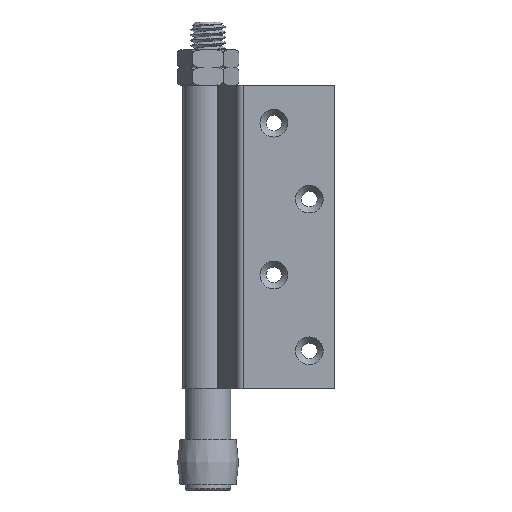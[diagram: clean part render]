
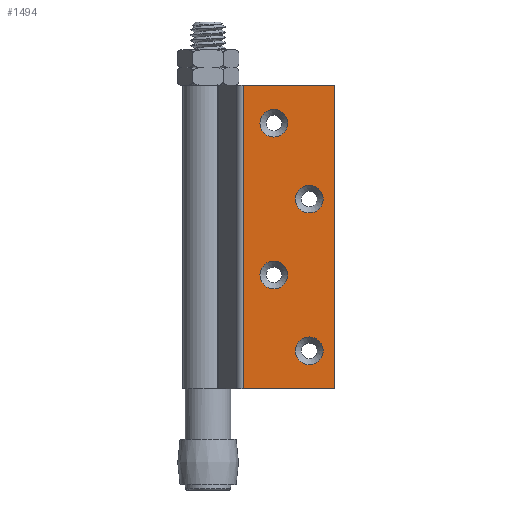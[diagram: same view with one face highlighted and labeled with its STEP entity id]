
A CAD part, front view. The second image highlights one B-rep face of the part: STEP entity #1494.
In plain terms, the highlighted planar face has unit normal (0, -1, 0).
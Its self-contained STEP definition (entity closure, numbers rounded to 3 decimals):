
#83=FACE_BOUND('',#319,.T.);
#84=FACE_BOUND('',#320,.T.);
#85=FACE_BOUND('',#321,.T.);
#86=FACE_BOUND('',#322,.T.);
#220=FACE_OUTER_BOUND('',#318,.T.);
#318=EDGE_LOOP('',(#1216,#1217,#1218,#1219));
#319=EDGE_LOOP('',(#1220));
#320=EDGE_LOOP('',(#1221));
#321=EDGE_LOOP('',(#1222));
#322=EDGE_LOOP('',(#1223));
#403=CIRCLE('',#1603,5.5);
#406=CIRCLE('',#1608,5.5);
#409=CIRCLE('',#1613,5.5);
#412=CIRCLE('',#1618,5.5);
#449=LINE('',#4044,#512);
#477=LINE('',#5589,#540);
#488=LINE('',#5651,#551);
#489=LINE('',#5653,#552);
#512=VECTOR('',#1763,36.);
#540=VECTOR('',#1863,36.);
#551=VECTOR('',#1940,120.);
#552=VECTOR('',#1943,120.);
#620=VERTEX_POINT('',#4041);
#621=VERTEX_POINT('',#4043);
#663=VERTEX_POINT('',#5586);
#664=VERTEX_POINT('',#5588);
#671=VERTEX_POINT('',#5605);
#674=VERTEX_POINT('',#5613);
#677=VERTEX_POINT('',#5621);
#680=VERTEX_POINT('',#5629);
#773=EDGE_CURVE('',#621,#620,#449,.T.);
#845=EDGE_CURVE('',#663,#664,#477,.T.);
#853=EDGE_CURVE('',#671,#671,#403,.T.);
#856=EDGE_CURVE('',#674,#674,#406,.T.);
#859=EDGE_CURVE('',#677,#677,#409,.T.);
#862=EDGE_CURVE('',#680,#680,#412,.T.);
#873=EDGE_CURVE('',#663,#621,#488,.T.);
#874=EDGE_CURVE('',#664,#620,#489,.T.);
#1216=ORIENTED_EDGE('',*,*,#773,.T.);
#1217=ORIENTED_EDGE('',*,*,#874,.F.);
#1218=ORIENTED_EDGE('',*,*,#845,.F.);
#1219=ORIENTED_EDGE('',*,*,#873,.T.);
#1220=ORIENTED_EDGE('',*,*,#853,.T.);
#1221=ORIENTED_EDGE('',*,*,#856,.T.);
#1222=ORIENTED_EDGE('',*,*,#859,.T.);
#1223=ORIENTED_EDGE('',*,*,#862,.T.);
#1341=PLANE('',#1629);
#1494=ADVANCED_FACE('',(#220,#83,#84,#85,#86),#1341,.T.);
#1603=AXIS2_PLACEMENT_3D('',#5606,#1880,#1881);
#1608=AXIS2_PLACEMENT_3D('',#5614,#1890,#1891);
#1613=AXIS2_PLACEMENT_3D('',#5622,#1900,#1901);
#1618=AXIS2_PLACEMENT_3D('',#5630,#1910,#1911);
#1629=AXIS2_PLACEMENT_3D('',#5652,#1941,#1942);
#1763=DIRECTION('',(-1.,0.,0.));
#1863=DIRECTION('',(-1.,0.,0.));
#1880=DIRECTION('center_axis',(0.,1.,0.));
#1881=DIRECTION('ref_axis',(1.,0.,0.));
#1890=DIRECTION('center_axis',(0.,1.,0.));
#1891=DIRECTION('ref_axis',(1.,0.,0.));
#1900=DIRECTION('center_axis',(0.,1.,0.));
#1901=DIRECTION('ref_axis',(1.,0.,0.));
#1910=DIRECTION('center_axis',(0.,1.,0.));
#1911=DIRECTION('ref_axis',(1.,0.,0.));
#1940=DIRECTION('',(0.,0.,1.));
#1941=DIRECTION('center_axis',(0.,-1.,0.));
#1942=DIRECTION('ref_axis',(0.,0.,-1.));
#1943=DIRECTION('',(0.,0.,1.));
#4041=CARTESIAN_POINT('',(14.,-28.5,155.));
#4043=CARTESIAN_POINT('',(50.,-28.5,155.));
#4044=CARTESIAN_POINT('',(50.,-28.5,155.));
#5586=CARTESIAN_POINT('',(50.,-28.5,35.));
#5588=CARTESIAN_POINT('',(14.,-28.5,35.));
#5589=CARTESIAN_POINT('',(50.,-28.5,35.));
#5605=CARTESIAN_POINT('',(31.5,-28.5,80.));
#5606=CARTESIAN_POINT('Origin',(26.,-28.5,80.));
#5613=CARTESIAN_POINT('',(31.5,-28.5,140.));
#5614=CARTESIAN_POINT('Origin',(26.,-28.5,140.));
#5621=CARTESIAN_POINT('',(45.5,-28.5,110.));
#5622=CARTESIAN_POINT('Origin',(40.,-28.5,110.));
#5629=CARTESIAN_POINT('',(45.5,-28.5,50.));
#5630=CARTESIAN_POINT('Origin',(40.,-28.5,50.));
#5651=CARTESIAN_POINT('',(50.,-28.5,35.));
#5652=CARTESIAN_POINT('Origin',(50.,-28.5,35.));
#5653=CARTESIAN_POINT('',(14.,-28.5,35.));
